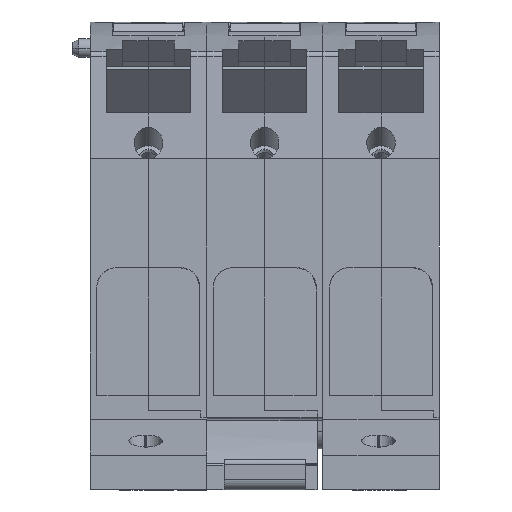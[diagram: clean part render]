
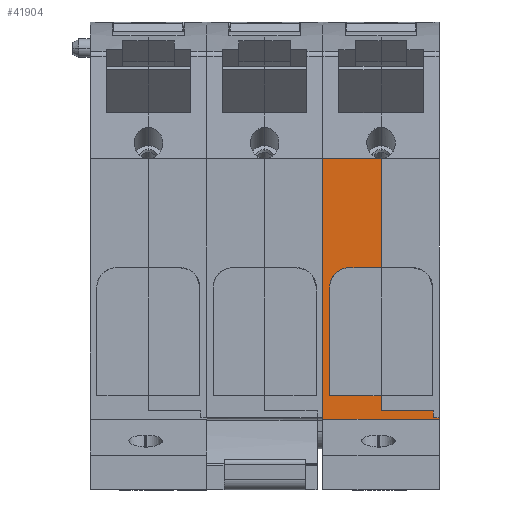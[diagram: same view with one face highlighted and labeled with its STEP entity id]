
A CAD part, front view. The second image highlights one B-rep face of the part: STEP entity #41904.
In plain terms, the highlighted planar face has unit normal (0, -1, 0).
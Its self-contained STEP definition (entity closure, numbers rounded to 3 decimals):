
#41886=AXIS2_PLACEMENT_3D('Plane Axis2P3D',#41883,#41884,#41885) ;
#35362=CARTESIAN_POINT('Vertex',(62.,17.,13.6)) ;
#35365=CARTESIAN_POINT('Line Origine',(62.,17.,13.025)) ;
#35369=CARTESIAN_POINT('Vertex',(62.,17.,12.45)) ;
#35478=CARTESIAN_POINT('Line Origine',(62.5,17.,12.45)) ;
#35482=CARTESIAN_POINT('Vertex',(63.,17.,12.45)) ;
#35515=CARTESIAN_POINT('Vertex',(63.,17.,12.187)) ;
#35565=CARTESIAN_POINT('Line Origine',(63.,17.,12.319)) ;
#35599=CARTESIAN_POINT('Vertex',(53.,17.,13.6)) ;
#35602=CARTESIAN_POINT('Line Origine',(57.5,17.,13.6)) ;
#38432=CARTESIAN_POINT('Line Origine',(48.,17.,56.95)) ;
#38436=CARTESIAN_POINT('Vertex',(43.,17.,56.95)) ;
#38438=CARTESIAN_POINT('Vertex',(52.793,17.,56.95)) ;
#38614=CARTESIAN_POINT('Line Origine',(44.15,17.,25.546)) ;
#38618=CARTESIAN_POINT('Vertex',(44.15,17.,16.2)) ;
#38620=CARTESIAN_POINT('Vertex',(44.15,17.,34.892)) ;
#38666=CARTESIAN_POINT('Control Point',(47.485,17.,38.202)) ;
#38667=CARTESIAN_POINT('Control Point',(47.163,17.,38.201)) ;
#38668=CARTESIAN_POINT('Control Point',(46.84,17.,38.159)) ;
#38669=CARTESIAN_POINT('Control Point',(46.525,17.,38.079)) ;
#38670=CARTESIAN_POINT('Control Point',(45.923,17.,37.845)) ;
#38671=CARTESIAN_POINT('Control Point',(45.394,17.,37.479)) ;
#38672=CARTESIAN_POINT('Control Point',(45.154,17.,37.268)) ;
#38673=CARTESIAN_POINT('Control Point',(44.666,17.,36.726)) ;
#38674=CARTESIAN_POINT('Control Point',(44.339,17.,36.078)) ;
#38675=CARTESIAN_POINT('Control Point',(44.213,17.,35.69)) ;
#38676=CARTESIAN_POINT('Control Point',(44.15,17.,35.29)) ;
#38677=CARTESIAN_POINT('Control Point',(44.15,17.,34.892)) ;
#38678=CARTESIAN_POINT('Vertex',(47.485,17.,38.202)) ;
#38725=CARTESIAN_POINT('Vertex',(53.,17.,38.202)) ;
#38728=CARTESIAN_POINT('Line Origine',(50.242,17.,38.202)) ;
#39856=CARTESIAN_POINT('Line Origine',(48.575,17.,16.2)) ;
#39860=CARTESIAN_POINT('Vertex',(53.,17.,16.2)) ;
#40073=CARTESIAN_POINT('Control Point',(52.793,17.,56.95)) ;
#40074=CARTESIAN_POINT('Control Point',(52.862,17.,56.943)) ;
#40075=CARTESIAN_POINT('Control Point',(52.931,17.,56.94)) ;
#40076=CARTESIAN_POINT('Control Point',(53.,17.,56.94)) ;
#40077=CARTESIAN_POINT('Vertex',(53.,17.,56.94)) ;
#41507=CARTESIAN_POINT('Line Origine',(53.,17.,47.571)) ;
#41512=CARTESIAN_POINT('Line Origine',(53.,17.,14.9)) ;
#41758=CARTESIAN_POINT('Vertex',(43.,17.,12.187)) ;
#41761=CARTESIAN_POINT('Line Origine',(43.,17.,34.569)) ;
#41861=CARTESIAN_POINT('Line Origine',(53.,17.,12.187)) ;
#41883=CARTESIAN_POINT('Axis2P3D Location',(43.,17.,13.45)) ;
#35366=DIRECTION('Vector Direction',(0.,0.,-1.)) ;
#35479=DIRECTION('Vector Direction',(-1.,0.,0.)) ;
#35566=DIRECTION('Vector Direction',(0.,0.,1.)) ;
#35603=DIRECTION('Vector Direction',(1.,0.,0.)) ;
#38433=DIRECTION('Vector Direction',(1.,0.,0.)) ;
#38615=DIRECTION('Vector Direction',(0.,0.,-1.)) ;
#38729=DIRECTION('Vector Direction',(-1.,0.,0.)) ;
#39857=DIRECTION('Vector Direction',(1.,0.,0.)) ;
#41508=DIRECTION('Vector Direction',(0.,0.,1.)) ;
#41513=DIRECTION('Vector Direction',(0.,0.,1.)) ;
#41762=DIRECTION('Vector Direction',(0.,0.,1.)) ;
#41862=DIRECTION('Vector Direction',(-1.,0.,0.)) ;
#41884=DIRECTION('Axis2P3D Direction',(0.,1.,0.)) ;
#41885=DIRECTION('Axis2P3D XDirection',(0.,0.,1.)) ;
#35367=VECTOR('Line Direction',#35366,1.) ;
#35480=VECTOR('Line Direction',#35479,1.) ;
#35567=VECTOR('Line Direction',#35566,1.) ;
#35604=VECTOR('Line Direction',#35603,1.) ;
#38434=VECTOR('Line Direction',#38433,1.) ;
#38616=VECTOR('Line Direction',#38615,1.) ;
#38730=VECTOR('Line Direction',#38729,1.) ;
#39858=VECTOR('Line Direction',#39857,1.) ;
#41509=VECTOR('Line Direction',#41508,1.) ;
#41514=VECTOR('Line Direction',#41513,1.) ;
#41763=VECTOR('Line Direction',#41762,1.) ;
#41863=VECTOR('Line Direction',#41862,1.) ;
#41889=ORIENTED_EDGE('',*,*,#41765,.F.) ;
#41890=ORIENTED_EDGE('',*,*,#41865,.F.) ;
#41891=ORIENTED_EDGE('',*,*,#35569,.T.) ;
#41892=ORIENTED_EDGE('',*,*,#35484,.T.) ;
#41893=ORIENTED_EDGE('',*,*,#35371,.F.) ;
#41894=ORIENTED_EDGE('',*,*,#35606,.T.) ;
#41895=ORIENTED_EDGE('',*,*,#41516,.T.) ;
#41896=ORIENTED_EDGE('',*,*,#39862,.F.) ;
#41897=ORIENTED_EDGE('',*,*,#38622,.T.) ;
#41898=ORIENTED_EDGE('',*,*,#38680,.T.) ;
#41899=ORIENTED_EDGE('',*,*,#38732,.T.) ;
#41900=ORIENTED_EDGE('',*,*,#41511,.F.) ;
#41901=ORIENTED_EDGE('',*,*,#40079,.F.) ;
#41902=ORIENTED_EDGE('',*,*,#38440,.F.) ;
#41904=ADVANCED_FACE('DM L',(#41903),#41887,.F.) ;
#38665=B_SPLINE_CURVE_WITH_KNOTS('',5,(#38666,#38667,#38668,#38669,#38670,#38671,#38672,#38673,#38674,#38675,#38676,#38677),.UNSPECIFIED.,.F.,.U.,(6,3,3,6),(0.,2.31,4.606,7.572),.UNSPECIFIED.) ;
#40072=B_SPLINE_CURVE_WITH_KNOTS('',3,(#40073,#40074,#40075,#40076),.UNSPECIFIED.,.F.,.U.,(4,4),(0.,0.294),.UNSPECIFIED.) ;
#35371=EDGE_CURVE('',#35363,#35370,#35368,.T.) ;
#35484=EDGE_CURVE('',#35483,#35370,#35481,.T.) ;
#35569=EDGE_CURVE('',#35516,#35483,#35568,.T.) ;
#35606=EDGE_CURVE('',#35363,#35600,#35605,.F.) ;
#38440=EDGE_CURVE('',#38437,#38439,#38435,.T.) ;
#38622=EDGE_CURVE('',#38619,#38621,#38617,.F.) ;
#38680=EDGE_CURVE('',#38621,#38679,#38665,.F.) ;
#38732=EDGE_CURVE('',#38679,#38726,#38731,.F.) ;
#39862=EDGE_CURVE('',#38619,#39861,#39859,.T.) ;
#40079=EDGE_CURVE('',#38439,#40078,#40072,.T.) ;
#41511=EDGE_CURVE('',#40078,#38726,#41510,.F.) ;
#41516=EDGE_CURVE('',#35600,#39861,#41515,.T.) ;
#41765=EDGE_CURVE('',#41759,#38437,#41764,.T.) ;
#41865=EDGE_CURVE('',#35516,#41759,#41864,.T.) ;
#41888=EDGE_LOOP('',(#41889,#41890,#41891,#41892,#41893,#41894,#41895,#41896,#41897,#41898,#41899,#41900,#41901,#41902)) ;
#41903=FACE_OUTER_BOUND('',#41888,.T.) ;
#35368=LINE('Line',#35365,#35367) ;
#35481=LINE('Line',#35478,#35480) ;
#35568=LINE('Line',#35565,#35567) ;
#35605=LINE('Line',#35602,#35604) ;
#38435=LINE('Line',#38432,#38434) ;
#38617=LINE('Line',#38614,#38616) ;
#38731=LINE('Line',#38728,#38730) ;
#39859=LINE('Line',#39856,#39858) ;
#41510=LINE('Line',#41507,#41509) ;
#41515=LINE('Line',#41512,#41514) ;
#41764=LINE('Line',#41761,#41763) ;
#41864=LINE('Line',#41861,#41863) ;
#41887=PLANE('',#41886) ;
#35363=VERTEX_POINT('',#35362) ;
#35370=VERTEX_POINT('',#35369) ;
#35483=VERTEX_POINT('',#35482) ;
#35516=VERTEX_POINT('',#35515) ;
#35600=VERTEX_POINT('',#35599) ;
#38437=VERTEX_POINT('',#38436) ;
#38439=VERTEX_POINT('',#38438) ;
#38619=VERTEX_POINT('',#38618) ;
#38621=VERTEX_POINT('',#38620) ;
#38679=VERTEX_POINT('',#38678) ;
#38726=VERTEX_POINT('',#38725) ;
#39861=VERTEX_POINT('',#39860) ;
#40078=VERTEX_POINT('',#40077) ;
#41759=VERTEX_POINT('',#41758) ;
